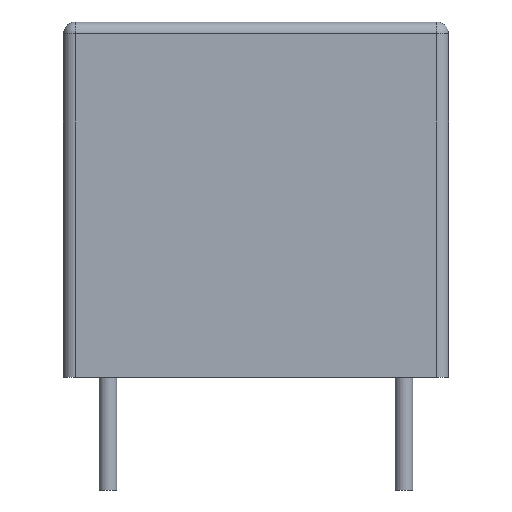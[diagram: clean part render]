
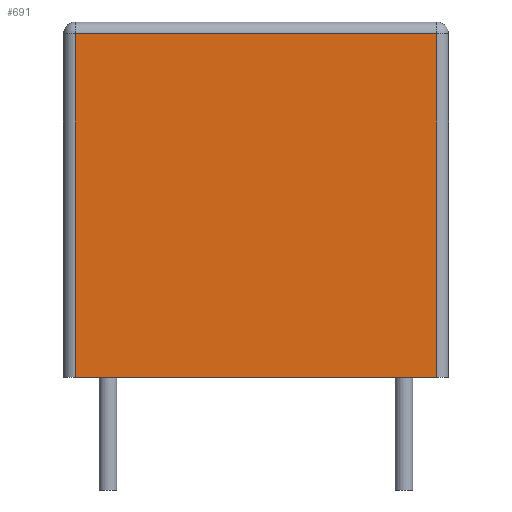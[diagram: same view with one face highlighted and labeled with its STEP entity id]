
A CAD part, front view. The second image highlights one B-rep face of the part: STEP entity #691.
In plain terms, the highlighted free-form (B-spline) face has degree [1, 1] with [2, 2] control points.
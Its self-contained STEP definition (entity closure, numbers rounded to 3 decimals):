
#338=CARTESIAN_POINT('',(6.1,-3.,11.6));
#339=VERTEX_POINT('',#338);
#373=CARTESIAN_POINT('',(-6.1,-3.,11.6));
#374=VERTEX_POINT('',#373);
#399=CARTESIAN_POINT('',(-6.1,-3.,0.0));
#400=VERTEX_POINT('',#399);
#408=CARTESIAN_POINT('',(-6.1,-3.,0.0));
#409=DIRECTION('',(0.0,0.0,1.0));
#410=VECTOR('',#409,11.6);
#411=LINE('',#408,#410);
#412=EDGE_CURVE('',#400,#374,#411,.T.);
#430=CARTESIAN_POINT('',(-6.1,-3.,11.6));
#431=DIRECTION('',(1.0,0.0,0.0));
#432=VECTOR('',#431,12.2);
#433=LINE('',#430,#432);
#434=EDGE_CURVE('',#374,#339,#433,.T.);
#495=CARTESIAN_POINT('',(6.1,-3.,0.0));
#496=VERTEX_POINT('',#495);
#513=CARTESIAN_POINT('',(6.1,-3.,11.6));
#514=DIRECTION('',(0.0,0.0,-1.0));
#515=VECTOR('',#514,11.6);
#516=LINE('',#513,#515);
#517=EDGE_CURVE('',#339,#496,#516,.T.);
#671=CARTESIAN_POINT('',(-6.1,-3.,0.0));
#672=DIRECTION('',(1.0,0.0,0.0));
#673=VECTOR('',#672,12.2);
#674=LINE('',#671,#673);
#675=EDGE_CURVE('',#400,#496,#674,.T.);
#680=CARTESIAN_POINT('',(6.1,-3.,11.6));
#681=CARTESIAN_POINT('',(6.1,-3.,0.0));
#682=CARTESIAN_POINT('',(-6.1,-3.,11.6));
#683=CARTESIAN_POINT('',(-6.1,-3.,0.0));
#684=B_SPLINE_SURFACE_WITH_KNOTS('',1,1,((#680,#682),(#681,#683)),.UNSPECIFIED.,.F.,.F.,.U.,(2,2),(2,2),(0.0,11.6),(0.0,12.2),.UNSPECIFIED.);
#685=ORIENTED_EDGE('',*,*,#412,.F.);
#686=ORIENTED_EDGE('',*,*,#675,.T.);
#687=ORIENTED_EDGE('',*,*,#517,.F.);
#688=ORIENTED_EDGE('',*,*,#434,.F.);
#689=EDGE_LOOP('',(#685,#686,#687,#688));
#690=FACE_OUTER_BOUND('',#689,.T.);
#691=ADVANCED_FACE('',(#690),#684,.F.);
